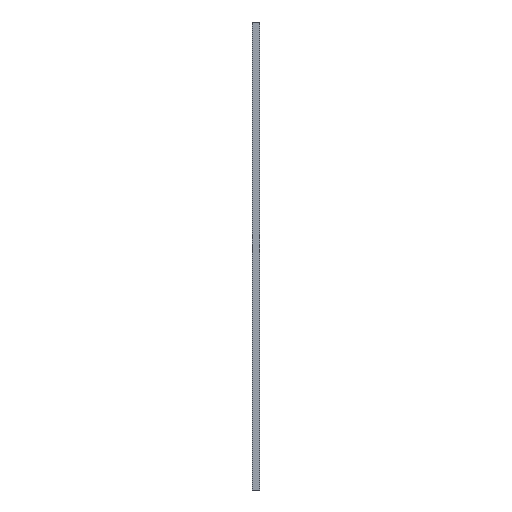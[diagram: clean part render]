
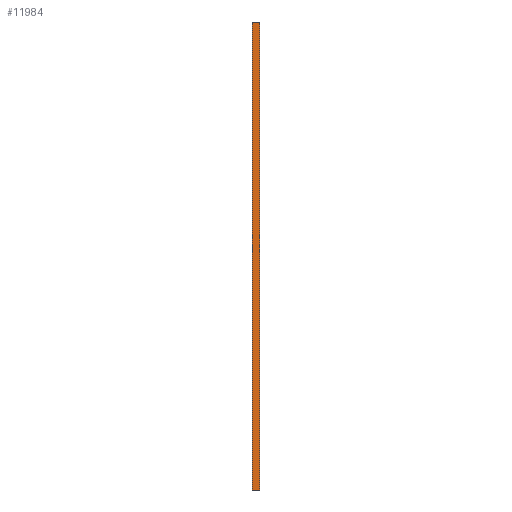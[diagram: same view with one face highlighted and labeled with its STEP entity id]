
A CAD part, left-side view. The second image highlights one B-rep face of the part: STEP entity #11984.
In plain terms, the highlighted planar face has unit normal (-1, 0, 0).
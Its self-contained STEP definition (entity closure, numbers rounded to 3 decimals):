
#544=PLANE('',#13142);
#1120=FACE_OUTER_BOUND('',#1940,.T.);
#1940=EDGE_LOOP('',(#11115,#11116,#11117,#11118));
#2613=LINE('',#18619,#3755);
#2729=LINE('',#19096,#3871);
#3079=LINE('',#20039,#4221);
#3082=LINE('',#20044,#4224);
#3755=VECTOR('',#15163,10.);
#3871=VECTOR('',#15525,10.);
#4221=VECTOR('',#16589,10.);
#4224=VECTOR('',#16596,10.);
#5477=VERTEX_POINT('',#18617);
#5478=VERTEX_POINT('',#18618);
#5715=VERTEX_POINT('',#19094);
#5716=VERTEX_POINT('',#19095);
#6961=EDGE_CURVE('',#5477,#5478,#2613,.T.);
#7199=EDGE_CURVE('',#5715,#5716,#2729,.T.);
#7671=EDGE_CURVE('',#5715,#5477,#3079,.T.);
#7674=EDGE_CURVE('',#5716,#5478,#3082,.T.);
#11115=ORIENTED_EDGE('',*,*,#7199,.T.);
#11116=ORIENTED_EDGE('',*,*,#7674,.T.);
#11117=ORIENTED_EDGE('',*,*,#6961,.F.);
#11118=ORIENTED_EDGE('',*,*,#7671,.F.);
#11984=ADVANCED_FACE('',(#1120),#544,.T.);
#13142=AXIS2_PLACEMENT_3D('',#20045,#16597,#16598);
#15163=DIRECTION('',(0.,0.,1.));
#15525=DIRECTION('',(0.,0.,1.));
#16589=DIRECTION('',(0.,1.,0.));
#16596=DIRECTION('',(0.,1.,0.));
#16597=DIRECTION('center_axis',(-1.,0.,0.));
#16598=DIRECTION('ref_axis',(0.,0.,1.));
#18617=CARTESIAN_POINT('',(-50.,151.5,0.));
#18618=CARTESIAN_POINT('',(-50.,151.5,100.));
#18619=CARTESIAN_POINT('',(-50.,151.5,0.));
#19094=CARTESIAN_POINT('',(-50.,150.,0.));
#19095=CARTESIAN_POINT('',(-50.,150.,100.));
#19096=CARTESIAN_POINT('',(-50.,150.,0.));
#20039=CARTESIAN_POINT('',(-50.,150.,0.));
#20044=CARTESIAN_POINT('',(-50.,150.,100.));
#20045=CARTESIAN_POINT('Origin',(-50.,150.,0.));
